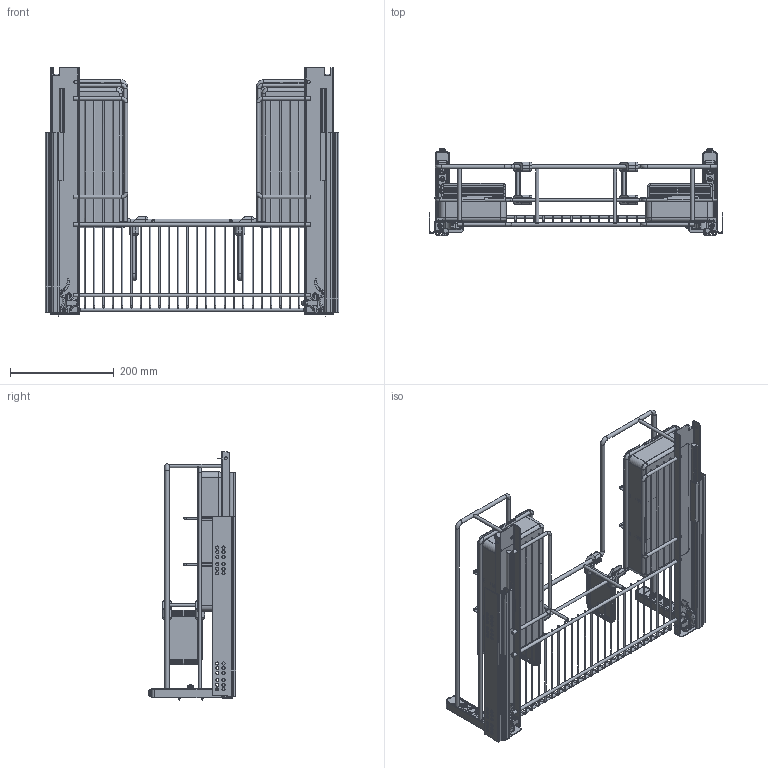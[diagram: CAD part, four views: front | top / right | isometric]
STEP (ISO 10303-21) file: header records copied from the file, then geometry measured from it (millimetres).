
FILE_DESCRIPTION((''),'2;1');
FILE_NAME('52077014.stp','2021-06-14T10:22:33',('rguerrero'),(''),'Autodesk Inventor 2010','Autodesk Inventor 2010','');
FILE_SCHEMA(('AUTOMOTIVE_DESIGN { 1 0 10303 214 1 1 1 1 }'));
Length unit declared in the file: millimetre
Products named in the file (29): 52077014; FRONTAL BAJO FREGADERO 600; malla BAJO FREGADERO 600 ed1; 20040401PLETINA GRAL dcha FRONTAL; 20040401PLETINA GRAL dcha FRONTAL_MIR; BRIDA DEFINITIVA; BRIDA PLUS; EN ISO 7045 -  M6 x 25 - 4.8 - H M6 x 25 - 4.8 - H; EN ISO 7045 -  M6 x 25 - 4.8 - H M6 x 16 - 4.8 - H; NF EN ISO 7046-1 - H  (Rosca regular) M6 x 16 - 4.8 - H; NF EN ISO 1482 - C ST 3.5 x 13 - C; DIN 555 - reemplazado por DIN EN 24034 M6; soporte separador 160H; CJTO CUBILETE; DETALLE BASE cubo; DISTANCIADOR CUBILETE 3; GUIA+FIJACION DCHA ; QUADRO V6.470 EB12.5 SS2 DCHA; CENTRO V6; piston DERECHA; FUNDA V6.470 DCHA; anclaje dcho; Tornillo roscador de cabeza cilíndrica con cavidad cruzada - Tipo D - Tipo I - Métrico M4x0.7 x 20; GUIA+FIJACION IZQDA ; QUADRO V6.470 EB12.5 SS2 IZQDA; CENTRO V6.470 IZQDA; piston IZQDA; FUNDA V6.470 IZQDA; anclaje dcho_MIR
Assembly tree (35 placements, depth 4):
  52077014
    FRONTAL BAJO FREGADERO 600
    malla BAJO FREGADERO 600 ed1
    20040401PLETINA GRAL dcha FRONTAL
    20040401PLETINA GRAL dcha FRONTAL_MIR
    BRIDA DEFINITIVA  x2
      BRIDA PLUS
      EN ISO 7045 -  M6 x 25 - 4.8 - H M6 x 25 - 4.8 - H
      EN ISO 7045 -  M6 x 25 - 4.8 - H M6 x 16 - 4.8 - H
      NF EN ISO 7046-1 - H  (Rosca regular) M6 x 16 - 4.8 - H
      NF EN ISO 1482 - C ST 3.5 x 13 - C
      DIN 555 - reemplazado por DIN EN 24034 M6
    soporte separador 160H  x2
    CJTO CUBILETE  x2
      DETALLE BASE cubo
      DISTANCIADOR CUBILETE 3
    GUIA+FIJACION DCHA 
      QUADRO V6.470 EB12.5 SS2 DCHA
        CENTRO V6
        piston DERECHA
        FUNDA V6.470 DCHA
      anclaje dcho
      Tornillo roscador de cabeza cilíndrica con cavidad cruzada - Tipo D - Tipo I - Métrico M4x0.7 x 20
    GUIA+FIJACION IZQDA 
      QUADRO V6.470 EB12.5 SS2 IZQDA
        CENTRO V6.470 IZQDA
        piston IZQDA
        FUNDA V6.470 IZQDA
      anclaje dcho_MIR
      Tornillo roscador de cabeza cilíndrica con cavidad cruzada - Tipo D - Tipo I - Métrico M4x0.7 x 20
Bounding box: 567.3 x 168.92 x 479.15 mm (x, y, z)
Volume: 1050239.8 mm3; surface area: 1093924.6 mm2
Topology: 68 solids, 68 shells, 2684 faces, 6925 edges, 4381 vertices
Faces by surface type: cylinder 1135, plane 1039, torus 190, bspline 144, cone 142, sphere 34
Full cylindrical faces by diameter (mm): 2.4 x48, 3.5 x4, 3.6 x2, 4 x16, 4.1 x2, 4.917 x2, 5 x2, 5.387 x4, 5.459 x4, 5.5 x6, 6 x56, 6.2 x4, 6.4 x20, 7 x10, 8 x7, 9 x4, 11.3 x4, 14 x4
Entity records: 56178 total; most frequent: CARTESIAN_POINT 14864, DIRECTION 8664, ORIENTED_EDGE 8016, EDGE_CURVE 4008, AXIS2_PLACEMENT_3D 3310, VERTEX_POINT 2664, EDGE_LOOP 2134, VECTOR 2044
